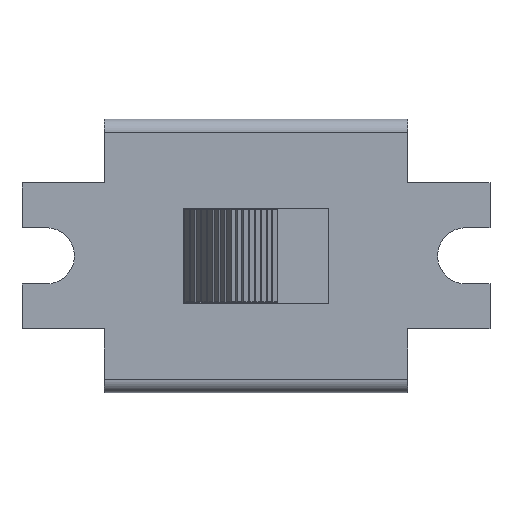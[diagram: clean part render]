
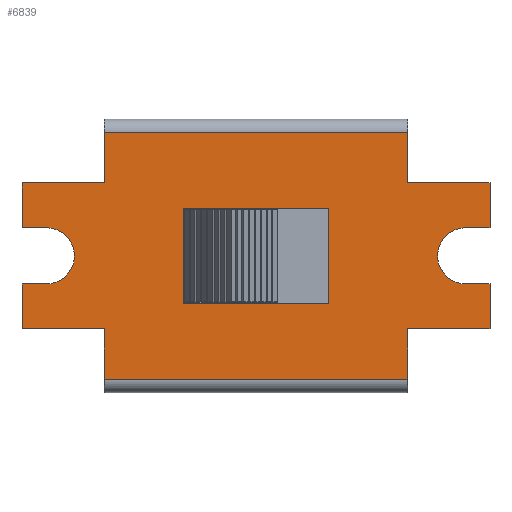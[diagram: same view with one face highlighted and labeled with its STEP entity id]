
A CAD part, top view. The second image highlights one B-rep face of the part: STEP entity #6839.
In plain terms, the highlighted planar face has unit normal (0, 0, 1).
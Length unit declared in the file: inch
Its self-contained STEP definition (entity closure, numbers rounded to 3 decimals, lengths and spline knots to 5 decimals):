
#5141=CARTESIAN_POINT('',(0.25,-0.12008,0.3));
#5142=VERTEX_POINT('',#5141);
#5149=CARTESIAN_POINT('',(0.25,-0.20295,0.3));
#5150=VERTEX_POINT('',#5149);
#5151=CARTESIAN_POINT('',(0.25,-0.12008,0.3));
#5152=DIRECTION('',(0.0,-1.0,0.0));
#5153=VECTOR('',#5152,0.08287);
#5154=LINE('',#5151,#5153);
#5155=EDGE_CURVE('',#5142,#5150,#5154,.T.);
#5213=CARTESIAN_POINT('',(0.25,0.20295,0.3));
#5214=VERTEX_POINT('',#5213);
#5222=CARTESIAN_POINT('',(0.25,0.12008,0.3));
#5223=VERTEX_POINT('',#5222);
#5224=CARTESIAN_POINT('',(0.25,0.20295,0.3));
#5225=DIRECTION('',(0.0,-1.0,0.0));
#5226=VECTOR('',#5225,0.08287);
#5227=LINE('',#5224,#5226);
#5228=EDGE_CURVE('',#5214,#5223,#5227,.T.);
#5494=CARTESIAN_POINT('',(-0.25,0.12008,0.3));
#5495=VERTEX_POINT('',#5494);
#5502=CARTESIAN_POINT('',(-0.25,0.20295,0.3));
#5503=VERTEX_POINT('',#5502);
#5504=CARTESIAN_POINT('',(-0.25,0.12008,0.3));
#5505=DIRECTION('',(0.0,1.0,0.0));
#5506=VECTOR('',#5505,0.08287);
#5507=LINE('',#5504,#5506);
#5508=EDGE_CURVE('',#5495,#5503,#5507,.T.);
#5552=CARTESIAN_POINT('',(-0.25,-0.20295,0.3));
#5553=VERTEX_POINT('',#5552);
#5561=CARTESIAN_POINT('',(-0.25,-0.12008,0.3));
#5562=VERTEX_POINT('',#5561);
#5563=CARTESIAN_POINT('',(-0.25,-0.20295,0.3));
#5564=DIRECTION('',(0.0,1.0,0.0));
#5565=VECTOR('',#5564,0.08287);
#5566=LINE('',#5563,#5565);
#5567=EDGE_CURVE('',#5553,#5562,#5566,.T.);
#5706=CARTESIAN_POINT('',(-0.38504,0.12008,0.3));
#5707=VERTEX_POINT('',#5706);
#5708=CARTESIAN_POINT('',(-0.38504,0.12008,0.3));
#5709=DIRECTION('',(1.0,0.0,0.0));
#5710=VECTOR('',#5709,0.13504);
#5711=LINE('',#5708,#5710);
#5712=EDGE_CURVE('',#5707,#5495,#5711,.T.);
#5737=CARTESIAN_POINT('',(-0.38504,0.04626,0.3));
#5738=VERTEX_POINT('',#5737);
#5739=CARTESIAN_POINT('',(-0.38504,0.04626,0.3));
#5740=DIRECTION('',(0.0,1.0,0.0));
#5741=VECTOR('',#5740,0.07382);
#5742=LINE('',#5739,#5741);
#5743=EDGE_CURVE('',#5738,#5707,#5742,.T.);
#5768=CARTESIAN_POINT('',(-0.34508,0.04626,0.3));
#5769=VERTEX_POINT('',#5768);
#5770=CARTESIAN_POINT('',(-0.34508,0.04626,0.3));
#5771=DIRECTION('',(-1.0,0.0,0.0));
#5772=VECTOR('',#5771,0.03996);
#5773=LINE('',#5770,#5772);
#5774=EDGE_CURVE('',#5769,#5738,#5773,.T.);
#5799=CARTESIAN_POINT('',(-0.34508,-0.04626,0.3));
#5800=VERTEX_POINT('',#5799);
#5801=CARTESIAN_POINT('',(-0.34508,0.0,0.3));
#5802=DIRECTION('',(0.0,0.0,1.0));
#5803=DIRECTION('',(0.0,-1.0,0.0));
#5804=AXIS2_PLACEMENT_3D('',#5801,#5802,#5803);
#5805=CIRCLE('',#5804,0.04626);
#5806=EDGE_CURVE('',#5800,#5769,#5805,.T.);
#5832=CARTESIAN_POINT('',(-0.38504,-0.04626,0.3));
#5833=VERTEX_POINT('',#5832);
#5834=CARTESIAN_POINT('',(-0.38504,-0.04626,0.3));
#5835=DIRECTION('',(1.0,0.0,0.0));
#5836=VECTOR('',#5835,0.03996);
#5837=LINE('',#5834,#5836);
#5838=EDGE_CURVE('',#5833,#5800,#5837,.T.);
#5863=CARTESIAN_POINT('',(-0.38504,-0.12008,0.3));
#5864=VERTEX_POINT('',#5863);
#5865=CARTESIAN_POINT('',(-0.38504,-0.12008,0.3));
#5866=DIRECTION('',(0.0,1.0,0.0));
#5867=VECTOR('',#5866,0.07382);
#5868=LINE('',#5865,#5867);
#5869=EDGE_CURVE('',#5864,#5833,#5868,.T.);
#5894=CARTESIAN_POINT('',(-0.25,-0.12008,0.3));
#5895=DIRECTION('',(-1.0,0.0,0.0));
#5896=VECTOR('',#5895,0.13504);
#5897=LINE('',#5894,#5896);
#5898=EDGE_CURVE('',#5562,#5864,#5897,.T.);
#6039=CARTESIAN_POINT('',(0.38504,-0.12008,0.3));
#6040=VERTEX_POINT('',#6039);
#6041=CARTESIAN_POINT('',(0.38504,-0.12008,0.3));
#6042=DIRECTION('',(-1.0,0.0,0.0));
#6043=VECTOR('',#6042,0.13504);
#6044=LINE('',#6041,#6043);
#6045=EDGE_CURVE('',#6040,#5142,#6044,.T.);
#6070=CARTESIAN_POINT('',(0.38504,-0.04626,0.3));
#6071=VERTEX_POINT('',#6070);
#6072=CARTESIAN_POINT('',(0.38504,-0.04626,0.3));
#6073=DIRECTION('',(0.0,-1.0,0.0));
#6074=VECTOR('',#6073,0.07382);
#6075=LINE('',#6072,#6074);
#6076=EDGE_CURVE('',#6071,#6040,#6075,.T.);
#6101=CARTESIAN_POINT('',(0.34508,-0.04626,0.3));
#6102=VERTEX_POINT('',#6101);
#6103=CARTESIAN_POINT('',(0.34508,-0.04626,0.3));
#6104=DIRECTION('',(1.0,0.0,0.0));
#6105=VECTOR('',#6104,0.03996);
#6106=LINE('',#6103,#6105);
#6107=EDGE_CURVE('',#6102,#6071,#6106,.T.);
#6132=CARTESIAN_POINT('',(0.34508,0.04626,0.3));
#6133=VERTEX_POINT('',#6132);
#6134=CARTESIAN_POINT('',(0.34508,0.0,0.3));
#6135=DIRECTION('',(0.0,0.0,1.0));
#6136=DIRECTION('',(0.0,1.0,0.0));
#6137=AXIS2_PLACEMENT_3D('',#6134,#6135,#6136);
#6138=CIRCLE('',#6137,0.04626);
#6139=EDGE_CURVE('',#6133,#6102,#6138,.T.);
#6165=CARTESIAN_POINT('',(0.38504,0.04626,0.3));
#6166=VERTEX_POINT('',#6165);
#6167=CARTESIAN_POINT('',(0.38504,0.04626,0.3));
#6168=DIRECTION('',(-1.0,0.0,0.0));
#6169=VECTOR('',#6168,0.03996);
#6170=LINE('',#6167,#6169);
#6171=EDGE_CURVE('',#6166,#6133,#6170,.T.);
#6196=CARTESIAN_POINT('',(0.38504,0.12008,0.3));
#6197=VERTEX_POINT('',#6196);
#6198=CARTESIAN_POINT('',(0.38504,0.12008,0.3));
#6199=DIRECTION('',(0.0,-1.0,0.0));
#6200=VECTOR('',#6199,0.07382);
#6201=LINE('',#6198,#6200);
#6202=EDGE_CURVE('',#6197,#6166,#6201,.T.);
#6227=CARTESIAN_POINT('',(0.25,0.12008,0.3));
#6228=DIRECTION('',(1.0,0.0,0.0));
#6229=VECTOR('',#6228,0.13504);
#6230=LINE('',#6227,#6229);
#6231=EDGE_CURVE('',#5223,#6197,#6230,.T.);
#6249=CARTESIAN_POINT('',(-0.12008,0.07874,0.3));
#6250=VERTEX_POINT('',#6249);
#6251=CARTESIAN_POINT('',(0.12008,0.07874,0.3));
#6252=VERTEX_POINT('',#6251);
#6253=CARTESIAN_POINT('',(-0.12008,0.07874,0.3));
#6254=DIRECTION('',(1.0,0.0,0.0));
#6255=VECTOR('',#6254,0.24016);
#6256=LINE('',#6253,#6255);
#6257=EDGE_CURVE('',#6250,#6252,#6256,.T.);
#6289=CARTESIAN_POINT('',(-0.12008,-0.07874,0.3));
#6290=VERTEX_POINT('',#6289);
#6291=CARTESIAN_POINT('',(-0.12008,-0.07874,0.3));
#6292=DIRECTION('',(0.0,1.0,0.0));
#6293=VECTOR('',#6292,0.15748);
#6294=LINE('',#6291,#6293);
#6295=EDGE_CURVE('',#6290,#6250,#6294,.T.);
#6320=CARTESIAN_POINT('',(0.12008,-0.07874,0.3));
#6321=VERTEX_POINT('',#6320);
#6322=CARTESIAN_POINT('',(0.12008,-0.07874,0.3));
#6323=DIRECTION('',(-1.0,0.0,0.0));
#6324=VECTOR('',#6323,0.24016);
#6325=LINE('',#6322,#6324);
#6326=EDGE_CURVE('',#6321,#6290,#6325,.T.);
#6351=CARTESIAN_POINT('',(0.12008,0.07874,0.3));
#6352=DIRECTION('',(0.0,-1.0,0.0));
#6353=VECTOR('',#6352,0.15748);
#6354=LINE('',#6351,#6353);
#6355=EDGE_CURVE('',#6252,#6321,#6354,.T.);
#6792=CARTESIAN_POINT('',(0.25,-0.20295,0.3));
#6793=DIRECTION('',(-1.0,0.0,0.0));
#6794=VECTOR('',#6793,0.5);
#6795=LINE('',#6792,#6794);
#6796=EDGE_CURVE('',#5150,#5553,#6795,.T.);
#6801=CARTESIAN_POINT('',(-0.42354,-0.22325,0.3));
#6802=DIRECTION('',(0.0,0.0,1.0));
#6803=DIRECTION('',(1.0,0.0,0.0));
#6804=AXIS2_PLACEMENT_3D('',#6801,#6802,#6803);
#6805=PLANE('',#6804);
#6806=CARTESIAN_POINT('',(-0.25,0.20295,0.3));
#6807=DIRECTION('',(1.0,0.0,0.0));
#6808=VECTOR('',#6807,0.5);
#6809=LINE('',#6806,#6808);
#6810=EDGE_CURVE('',#5503,#5214,#6809,.T.);
#6811=ORIENTED_EDGE('',*,*,#6810,.F.);
#6812=ORIENTED_EDGE('',*,*,#5508,.F.);
#6813=ORIENTED_EDGE('',*,*,#5712,.F.);
#6814=ORIENTED_EDGE('',*,*,#5743,.F.);
#6815=ORIENTED_EDGE('',*,*,#5774,.F.);
#6816=ORIENTED_EDGE('',*,*,#5806,.F.);
#6817=ORIENTED_EDGE('',*,*,#5838,.F.);
#6818=ORIENTED_EDGE('',*,*,#5869,.F.);
#6819=ORIENTED_EDGE('',*,*,#5898,.F.);
#6820=ORIENTED_EDGE('',*,*,#5567,.F.);
#6821=ORIENTED_EDGE('',*,*,#6796,.F.);
#6822=ORIENTED_EDGE('',*,*,#5155,.F.);
#6823=ORIENTED_EDGE('',*,*,#6045,.F.);
#6824=ORIENTED_EDGE('',*,*,#6076,.F.);
#6825=ORIENTED_EDGE('',*,*,#6107,.F.);
#6826=ORIENTED_EDGE('',*,*,#6139,.F.);
#6827=ORIENTED_EDGE('',*,*,#6171,.F.);
#6828=ORIENTED_EDGE('',*,*,#6202,.F.);
#6829=ORIENTED_EDGE('',*,*,#6231,.F.);
#6830=ORIENTED_EDGE('',*,*,#5228,.F.);
#6831=EDGE_LOOP('',(#6811,#6812,#6813,#6814,#6815,#6816,#6817,#6818,#6819,#6820,#6821,#6822,#6823,#6824,#6825,#6826,#6827,#6828,#6829,#6830));
#6832=FACE_OUTER_BOUND('',#6831,.T.);
#6833=ORIENTED_EDGE('',*,*,#6355,.T.);
#6834=ORIENTED_EDGE('',*,*,#6326,.T.);
#6835=ORIENTED_EDGE('',*,*,#6295,.T.);
#6836=ORIENTED_EDGE('',*,*,#6257,.T.);
#6837=EDGE_LOOP('',(#6833,#6834,#6835,#6836));
#6838=FACE_BOUND('',#6837,.T.);
#6839=ADVANCED_FACE('',(#6832,#6838),#6805,.T.);
